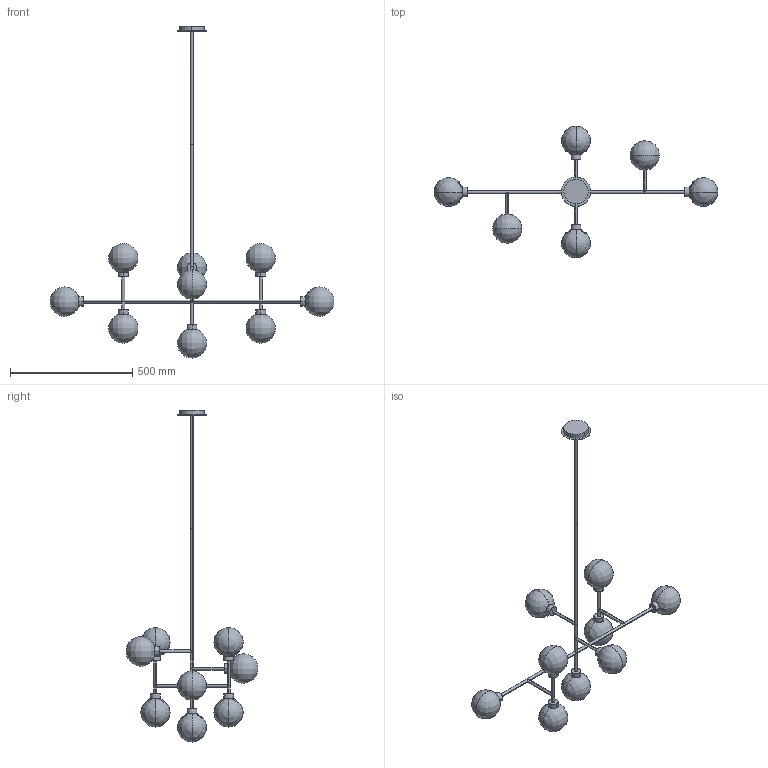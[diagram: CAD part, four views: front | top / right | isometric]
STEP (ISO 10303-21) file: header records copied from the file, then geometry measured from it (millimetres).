
FILE_DESCRIPTION(/* description */ (''),/* implementation_level */ '2;1');
FILE_NAME(/* name */ '1744.284_DOM',/* time_stamp */ '2023-01-24T15:15:41+01:00',/* author */ (''),/* organization */ (''),/* preprocessor_version */ 'ST-DEVELOPER v16.5',/* originating_system */ 'Rhino 7.15',/* authorisation */ '');
FILE_SCHEMA (('CONFIG_CONTROL_DESIGN'));
Length unit declared in the file: millimetre
Products named in the file (1): Document
Bounding box: 1162.87 x 539.83 x 1359.91 mm (x, y, z)
Volume: 1617408.1 mm3; surface area: 1046961 mm2
Topology: 30 solids, 42 shells, 170 faces, 402 edges, 222 vertices
Faces by surface type: cylinder 66, bspline 58, plane 46
Entity records: 5779 total; most frequent: CARTESIAN_POINT 3503, ORIENTED_EDGE 600, EDGE_CURVE 326, VERTEX_POINT 222, ADVANCED_FACE 170, FACE_OUTER_BOUND 170, EDGE_LOOP 170, DIRECTION 118
